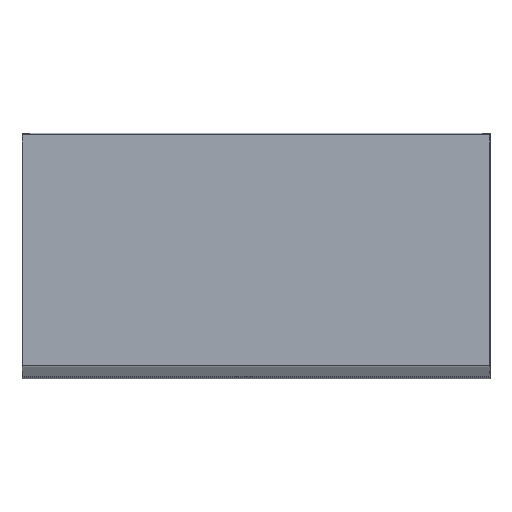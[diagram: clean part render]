
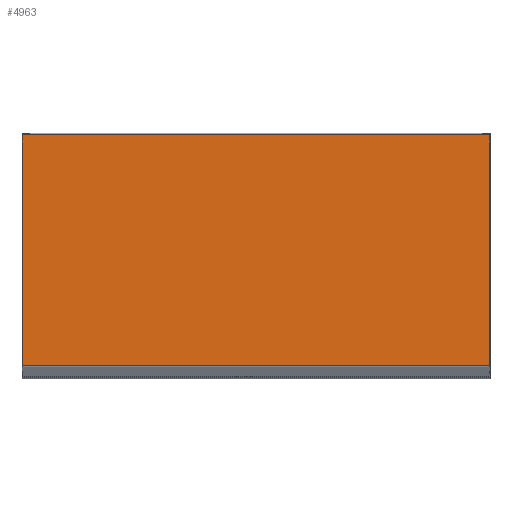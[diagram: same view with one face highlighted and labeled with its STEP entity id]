
A CAD part, top view. The second image highlights one B-rep face of the part: STEP entity #4963.
In plain terms, the highlighted planar face has unit normal (0, 0, 1).
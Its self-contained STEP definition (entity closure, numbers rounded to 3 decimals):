
#265 = LINE ( 'NONE', #2561, #4879 ) ;
#333 = LINE ( 'NONE', #1815, #5589 ) ;
#438 = PLANE ( 'NONE',  #4688 ) ;
#566 = CARTESIAN_POINT ( 'NONE',  ( -403., -199.598, 1.2 ) ) ;
#750 = DIRECTION ( 'NONE',  ( -1., 0., 0. ) ) ;
#1001 = ORIENTED_EDGE ( 'NONE', *, *, #3246, .T. ) ;
#1027 = LINE ( 'NONE', #4259, #1585 ) ;
#1333 = DIRECTION ( 'NONE',  ( -1., 0., 0. ) ) ;
#1433 = CARTESIAN_POINT ( 'NONE',  ( -403., 198.225, 1.2 ) ) ;
#1585 = VECTOR ( 'NONE', #4679, 1000. ) ;
#1649 = CARTESIAN_POINT ( 'NONE',  ( 403., -199.598, 1.2 ) ) ;
#1815 = CARTESIAN_POINT ( 'NONE',  ( -403., -199.598, 1.2 ) ) ;
#2087 = VERTEX_POINT ( 'NONE', #1649 ) ;
#2533 = EDGE_CURVE ( 'NONE', #3813, #4493, #4542, .T. ) ;
#2561 = CARTESIAN_POINT ( 'NONE',  ( 403., 198.225, 1.2 ) ) ;
#2631 = EDGE_CURVE ( 'NONE', #4795, #3813, #265, .T. ) ;
#2655 = VECTOR ( 'NONE', #3429, 1000. ) ;
#2723 = DIRECTION ( 'NONE',  ( 1., 0., 0. ) ) ;
#2774 = FACE_OUTER_BOUND ( 'NONE', #2941, .T. ) ;
#2941 = EDGE_LOOP ( 'NONE', ( #5524, #4408, #1001, #3732 ) ) ;
#2989 = CARTESIAN_POINT ( 'NONE',  ( -403., -200.1, 1.2 ) ) ;
#3104 = CARTESIAN_POINT ( 'NONE',  ( 403., 200.1, 1.2 ) ) ;
#3246 = EDGE_CURVE ( 'NONE', #4493, #2087, #333, .T. ) ;
#3429 = DIRECTION ( 'NONE',  ( 0., -1., 0. ) ) ;
#3566 = DIRECTION ( 'NONE',  ( 0., 0., -1. ) ) ;
#3732 = ORIENTED_EDGE ( 'NONE', *, *, #3955, .T. ) ;
#3813 = VERTEX_POINT ( 'NONE', #1433 ) ;
#3955 = EDGE_CURVE ( 'NONE', #2087, #4795, #1027, .T. ) ;
#4259 = CARTESIAN_POINT ( 'NONE',  ( 403., -200.1, 1.2 ) ) ;
#4408 = ORIENTED_EDGE ( 'NONE', *, *, #2533, .T. ) ;
#4493 = VERTEX_POINT ( 'NONE', #566 ) ;
#4542 = LINE ( 'NONE', #2989, #2655 ) ;
#4679 = DIRECTION ( 'NONE',  ( 0., 1., 0. ) ) ;
#4688 = AXIS2_PLACEMENT_3D ( 'NONE', #3104, #3566, #1333 ) ;
#4773 = CARTESIAN_POINT ( 'NONE',  ( 403., 198.225, 1.2 ) ) ;
#4795 = VERTEX_POINT ( 'NONE', #4773 ) ;
#4879 = VECTOR ( 'NONE', #750, 1000. ) ;
#4963 = ADVANCED_FACE ( 'NONE', ( #2774 ), #438, .F. ) ;
#5524 = ORIENTED_EDGE ( 'NONE', *, *, #2631, .T. ) ;
#5589 = VECTOR ( 'NONE', #2723, 1000. ) ;
